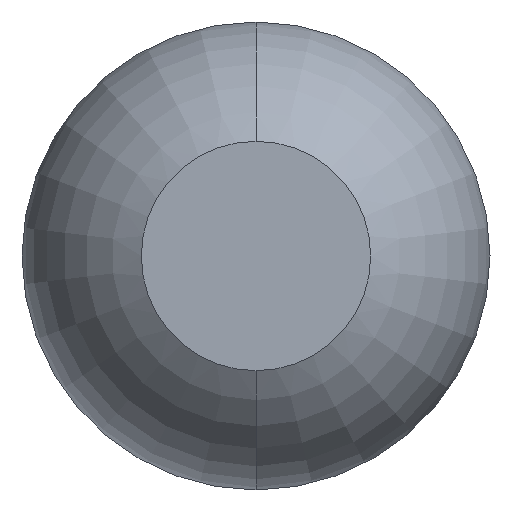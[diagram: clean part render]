
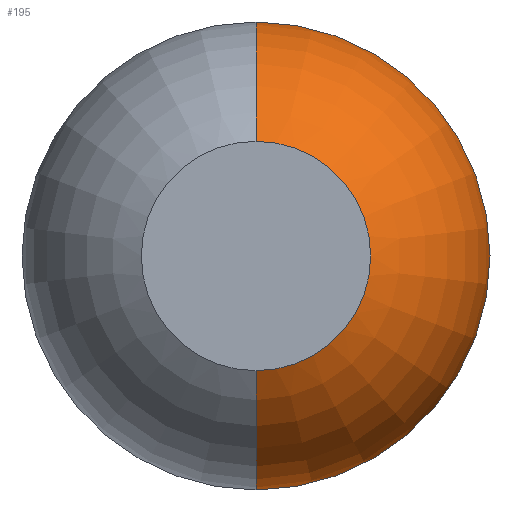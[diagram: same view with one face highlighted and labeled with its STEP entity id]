
A CAD part, front view. The second image highlights one B-rep face of the part: STEP entity #195.
In plain terms, the highlighted toroidal (fillet/blend) face has major radius 0.01 mm and minor radius 0.5 mm.
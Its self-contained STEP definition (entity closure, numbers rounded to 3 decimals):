
#71 = EDGE_CURVE ( 'Defeature ausgef�hrt1_11+Defeature ausgef�hrt1_5+Defeature ausgef�hrt1_5+Defeature ausgef�hrt1_5', #257, #2629, #1121, .T. ) ;
#143 = DIRECTION ( 'NONE',  ( 0., -1., 0. ) ) ;
#195 = ADVANCED_FACE ( 'Defeature ausgef�hrt1_5', ( #1715 ), #2726, .T. ) ;
#213 = DIRECTION ( 'NONE',  ( 0., 0., 1. ) ) ;
#257 = VERTEX_POINT ( 'NONE', #2373 ) ;
#341 = CIRCLE ( 'NONE', #694, 0.5 ) ;
#416 = DIRECTION ( 'NONE',  ( 1., 0., 0. ) ) ;
#497 = EDGE_CURVE ( 'NONE', #257, #2377, #2474, .T. ) ;
#548 = ORIENTED_EDGE ( 'NONE', *, *, #2779, .F. ) ;
#571 = CARTESIAN_POINT ( 'NONE',  ( 0., -26.961, 0.01 ) ) ;
#578 = EDGE_LOOP ( 'NONE', ( #2775, #3036, #548, #3528 ) ) ;
#694 = AXIS2_PLACEMENT_3D ( 'NONE', #571, #1759, #213 ) ;
#976 = CARTESIAN_POINT ( 'NONE',  ( 0., -26.961, -0.01 ) ) ;
#992 = AXIS2_PLACEMENT_3D ( 'NONE', #1652, #2558, #3815 ) ;
#1020 = CARTESIAN_POINT ( 'NONE',  ( 0., -26.961, 0.51 ) ) ;
#1089 = CARTESIAN_POINT ( 'NONE',  ( 0., -26.961, -0.51 ) ) ;
#1121 = CIRCLE ( 'NONE', #2398, 0.25 ) ;
#1228 = AXIS2_PLACEMENT_3D ( 'NONE', #2359, #3607, #1764 ) ;
#1376 = DIRECTION ( 'NONE',  ( 0., 0., -1. ) ) ;
#1652 = CARTESIAN_POINT ( 'NONE',  ( 0., -26.961, 0. ) ) ;
#1702 = CIRCLE ( 'NONE', #992, 0.51 ) ;
#1715 = FACE_OUTER_BOUND ( 'NONE', #578, .T. ) ;
#1759 = DIRECTION ( 'NONE',  ( -1., 0., 0. ) ) ;
#1764 = DIRECTION ( 'NONE',  ( 0., 0., 1. ) ) ;
#2359 = CARTESIAN_POINT ( 'NONE',  ( 0., -26.961, 0. ) ) ;
#2373 = CARTESIAN_POINT ( 'NONE',  ( 0., -27.4, -0.25 ) ) ;
#2377 = VERTEX_POINT ( 'NONE', #1089 ) ;
#2398 = AXIS2_PLACEMENT_3D ( 'NONE', #3233, #143, #1376 ) ;
#2474 = CIRCLE ( 'NONE', #2626, 0.5 ) ;
#2558 = DIRECTION ( 'NONE',  ( 0., 1., 0. ) ) ;
#2626 = AXIS2_PLACEMENT_3D ( 'NONE', #976, #416, #3176 ) ;
#2629 = VERTEX_POINT ( 'NONE', #2845 ) ;
#2665 = VERTEX_POINT ( 'NONE', #1020 ) ;
#2726 = TOROIDAL_SURFACE ( 'NONE', #1228, 0.01, 0.5 ) ;
#2775 = ORIENTED_EDGE ( 'NONE', *, *, #71, .F. ) ;
#2779 = EDGE_CURVE ( 'Defeature ausgef�hrt1_6+Defeature ausgef�hrt1_5+Defeature ausgef�hrt1_5+Defeature ausgef�hrt1_5', #2665, #2377, #1702, .T. ) ;
#2845 = CARTESIAN_POINT ( 'NONE',  ( 0., -27.4, 0.25 ) ) ;
#3036 = ORIENTED_EDGE ( 'NONE', *, *, #497, .T. ) ;
#3176 = DIRECTION ( 'NONE',  ( 0., 0., -1. ) ) ;
#3233 = CARTESIAN_POINT ( 'NONE',  ( 0., -27.4, 0. ) ) ;
#3403 = EDGE_CURVE ( 'NONE', #2629, #2665, #341, .T. ) ;
#3528 = ORIENTED_EDGE ( 'NONE', *, *, #3403, .F. ) ;
#3607 = DIRECTION ( 'NONE',  ( 0., 1., 0. ) ) ;
#3815 = DIRECTION ( 'NONE',  ( 0., 0., 1. ) ) ;
